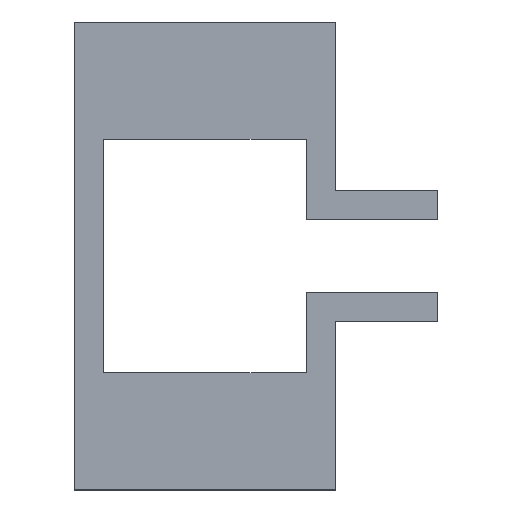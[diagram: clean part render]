
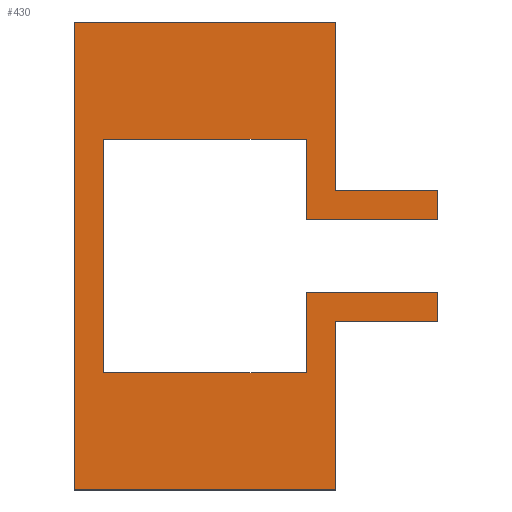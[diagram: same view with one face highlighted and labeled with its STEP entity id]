
A CAD part, top view. The second image highlights one B-rep face of the part: STEP entity #430.
In plain terms, the highlighted planar face has unit normal (0, 0, 1).
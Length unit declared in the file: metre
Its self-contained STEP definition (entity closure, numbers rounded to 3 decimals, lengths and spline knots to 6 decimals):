
#18=LINE('',#598,#66);
#22=LINE('',#606,#70);
#25=LINE('',#616,#73);
#28=LINE('',#622,#76);
#31=LINE('',#630,#79);
#34=LINE('',#638,#82);
#37=LINE('',#644,#85);
#40=LINE('',#652,#88);
#43=LINE('',#658,#91);
#46=LINE('',#664,#94);
#49=LINE('',#670,#97);
#52=LINE('',#676,#100);
#55=LINE('',#682,#103);
#58=LINE('',#690,#106);
#61=LINE('',#696,#109);
#63=LINE('',#701,#111);
#66=VECTOR('',#487,1.);
#70=VECTOR('',#493,1.);
#73=VECTOR('',#502,1.);
#76=VECTOR('',#507,1.);
#79=VECTOR('',#514,1.);
#82=VECTOR('',#521,1.);
#85=VECTOR('',#526,1.);
#88=VECTOR('',#533,1.);
#91=VECTOR('',#538,1.);
#94=VECTOR('',#543,1.);
#97=VECTOR('',#548,1.);
#100=VECTOR('',#553,1.);
#103=VECTOR('',#558,1.);
#106=VECTOR('',#565,1.);
#109=VECTOR('',#570,1.);
#111=VECTOR('',#576,1.);
#184=ORIENTED_EDGE('',*,*,#227,.F.);
#185=ORIENTED_EDGE('',*,*,#231,.F.);
#186=ORIENTED_EDGE('',*,*,#236,.T.);
#187=ORIENTED_EDGE('',*,*,#239,.T.);
#188=ORIENTED_EDGE('',*,*,#243,.T.);
#189=ORIENTED_EDGE('',*,*,#247,.T.);
#190=ORIENTED_EDGE('',*,*,#250,.F.);
#191=ORIENTED_EDGE('',*,*,#254,.F.);
#192=ORIENTED_EDGE('',*,*,#257,.F.);
#193=ORIENTED_EDGE('',*,*,#260,.F.);
#194=ORIENTED_EDGE('',*,*,#263,.F.);
#195=ORIENTED_EDGE('',*,*,#266,.T.);
#196=ORIENTED_EDGE('',*,*,#269,.T.);
#197=ORIENTED_EDGE('',*,*,#273,.T.);
#198=ORIENTED_EDGE('',*,*,#276,.T.);
#199=ORIENTED_EDGE('',*,*,#279,.F.);
#227=EDGE_CURVE('',#283,#284,#18,.T.);
#231=EDGE_CURVE('',#286,#283,#22,.T.);
#236=EDGE_CURVE('',#286,#290,#25,.T.);
#239=EDGE_CURVE('',#290,#292,#28,.T.);
#243=EDGE_CURVE('',#292,#295,#31,.T.);
#247=EDGE_CURVE('',#295,#298,#34,.T.);
#250=EDGE_CURVE('',#300,#298,#37,.T.);
#254=EDGE_CURVE('',#303,#300,#40,.T.);
#257=EDGE_CURVE('',#305,#303,#43,.T.);
#260=EDGE_CURVE('',#307,#305,#46,.T.);
#263=EDGE_CURVE('',#309,#307,#49,.T.);
#266=EDGE_CURVE('',#309,#311,#52,.T.);
#269=EDGE_CURVE('',#311,#313,#55,.T.);
#273=EDGE_CURVE('',#313,#316,#58,.T.);
#276=EDGE_CURVE('',#316,#318,#61,.T.);
#279=EDGE_CURVE('',#284,#318,#63,.T.);
#283=VERTEX_POINT('',#597);
#284=VERTEX_POINT('',#599);
#286=VERTEX_POINT('',#605);
#290=VERTEX_POINT('',#615);
#292=VERTEX_POINT('',#621);
#295=VERTEX_POINT('',#629);
#298=VERTEX_POINT('',#637);
#300=VERTEX_POINT('',#643);
#303=VERTEX_POINT('',#651);
#305=VERTEX_POINT('',#657);
#307=VERTEX_POINT('',#663);
#309=VERTEX_POINT('',#669);
#311=VERTEX_POINT('',#675);
#313=VERTEX_POINT('',#681);
#316=VERTEX_POINT('',#689);
#318=VERTEX_POINT('',#695);
#352=EDGE_LOOP('',(#184,#185,#186,#187,#188,#189,#190,#191,#192,#193,#194,
#195,#196,#197,#198,#199));
#386=FACE_BOUND('',#352,.T.);
#412=PLANE('',#473);
#430=ADVANCED_FACE('',(#386),#412,.T.);
#473=AXIS2_PLACEMENT_3D('',#702,#577,#578);
#487=DIRECTION('',(0.,-1.,0.));
#493=DIRECTION('',(1.,0.,0.));
#502=DIRECTION('',(0.,-1.,0.));
#507=DIRECTION('',(1.,0.,0.));
#514=DIRECTION('',(0.,1.,0.));
#521=DIRECTION('',(1.,0.,0.));
#526=DIRECTION('',(0.,-1.,0.));
#533=DIRECTION('',(1.,0.,0.));
#538=DIRECTION('',(0.,1.,0.));
#543=DIRECTION('',(1.,0.,0.));
#548=DIRECTION('',(0.,-1.,0.));
#553=DIRECTION('',(1.,0.,0.));
#558=DIRECTION('',(0.,-1.,0.));
#565=DIRECTION('',(1.,0.,0.));
#570=DIRECTION('',(0.,1.,0.));
#576=DIRECTION('',(1.,0.,0.));
#577=DIRECTION('',(0.,0.,1.));
#578=DIRECTION('',(1.,0.,0.));
#597=CARTESIAN_POINT('',(-0.007,0.01848,0.01));
#598=CARTESIAN_POINT('',(-0.007,0.00974,0.01));
#599=CARTESIAN_POINT('',(-0.007,0.007,0.01));
#605=CARTESIAN_POINT('',(-0.02487,0.01848,0.01));
#606=CARTESIAN_POINT('',(-0.012453,0.01848,0.01));
#615=CARTESIAN_POINT('',(-0.02487,-0.01348,0.01));
#616=CARTESIAN_POINT('',(-0.02487,0.0025,0.01));
#621=CARTESIAN_POINT('',(-0.007,-0.01348,0.01));
#622=CARTESIAN_POINT('',(-0.012453,-0.01348,0.01));
#629=CARTESIAN_POINT('',(-0.007,-0.002,0.01));
#630=CARTESIAN_POINT('',(-0.007,-0.00474,0.01));
#637=CARTESIAN_POINT('',(0.,-0.002,0.01));
#638=CARTESIAN_POINT('',(-0.0035,-0.002,0.01));
#643=CARTESIAN_POINT('',(0.,0.,0.01));
#644=CARTESIAN_POINT('',(0.,-0.001,0.01));
#651=CARTESIAN_POINT('',(-0.009,0.,0.01));
#652=CARTESIAN_POINT('',(-0.0045,0.,0.01));
#657=CARTESIAN_POINT('',(-0.009,-0.00548,0.01));
#658=CARTESIAN_POINT('',(-0.009,-0.00274,0.01));
#663=CARTESIAN_POINT('',(-0.02287,-0.00548,0.01));
#664=CARTESIAN_POINT('',(-0.015935,-0.00548,0.01));
#669=CARTESIAN_POINT('',(-0.02287,0.01048,0.01));
#670=CARTESIAN_POINT('',(-0.02287,0.0025,0.01));
#675=CARTESIAN_POINT('',(-0.009,0.01048,0.01));
#676=CARTESIAN_POINT('',(-0.015935,0.01048,0.01));
#681=CARTESIAN_POINT('',(-0.009,0.005,0.01));
#682=CARTESIAN_POINT('',(-0.009,0.00774,0.01));
#689=CARTESIAN_POINT('',(0.,0.005,0.01));
#690=CARTESIAN_POINT('',(-0.0045,0.005,0.01));
#695=CARTESIAN_POINT('',(0.,0.007,0.01));
#696=CARTESIAN_POINT('',(0.,0.006,0.01));
#701=CARTESIAN_POINT('',(-0.0035,0.007,0.01));
#702=CARTESIAN_POINT('',(-0.007627,0.0025,0.01));
